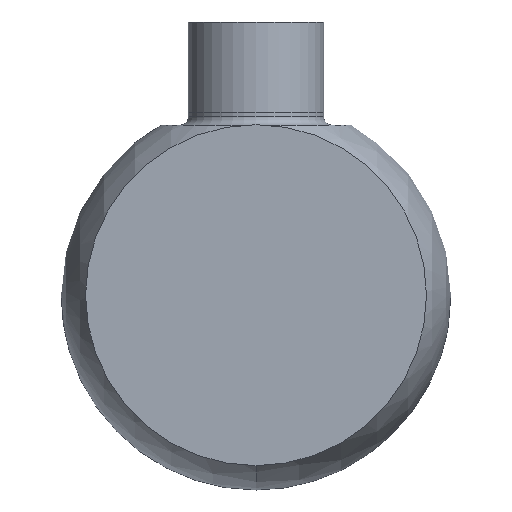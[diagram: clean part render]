
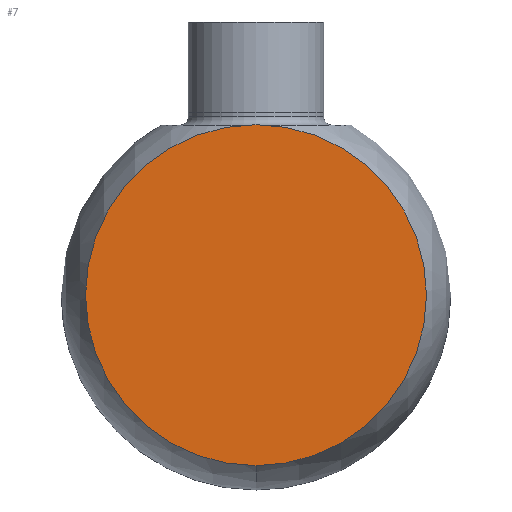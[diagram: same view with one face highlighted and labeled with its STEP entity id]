
A CAD part, front view. The second image highlights one B-rep face of the part: STEP entity #7.
In plain terms, the highlighted planar face has unit normal (0, -1, 0).
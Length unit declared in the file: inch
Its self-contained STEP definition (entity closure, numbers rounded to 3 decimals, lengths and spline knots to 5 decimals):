
#7 = ADVANCED_FACE ( 'NONE', ( #522 ), #65, .F. ) ;
#65 = PLANE ( 'NONE',  #445 ) ;
#73 = EDGE_CURVE ( 'NONE', #157, #508, #590, .T. ) ;
#157 = VERTEX_POINT ( 'NONE', #816 ) ;
#162 = CARTESIAN_POINT ( 'NONE',  ( 0., -1.315, 1.2575 ) ) ;
#227 = CARTESIAN_POINT ( 'NONE',  ( 0., -1.315, 0. ) ) ;
#234 = AXIS2_PLACEMENT_3D ( 'NONE', #227, #677, #289 ) ;
#262 = CARTESIAN_POINT ( 'NONE',  ( 0., -1.315, -1.2575 ) ) ;
#289 = DIRECTION ( 'NONE',  ( 0., 0., 1. ) ) ;
#299 = AXIS2_PLACEMENT_3D ( 'NONE', #358, #809, #412 ) ;
#333 = DIRECTION ( 'NONE',  ( 0., 1., 0. ) ) ;
#358 = CARTESIAN_POINT ( 'NONE',  ( 0., -1.315, 0. ) ) ;
#412 = DIRECTION ( 'NONE',  ( 0., 0., 1. ) ) ;
#421 = DIRECTION ( 'NONE',  ( 0., 0., 1. ) ) ;
#435 = ORIENTED_EDGE ( 'NONE', *, *, #500, .F. ) ;
#445 = AXIS2_PLACEMENT_3D ( 'NONE', #262, #333, #421 ) ;
#500 = EDGE_CURVE ( 'NONE', #508, #157, #675, .T. ) ;
#508 = VERTEX_POINT ( 'NONE', #162 ) ;
#522 = FACE_OUTER_BOUND ( 'NONE', #596, .T. ) ;
#590 = CIRCLE ( 'NONE', #299, 1.2575 ) ;
#596 = EDGE_LOOP ( 'NONE', ( #435, #602 ) ) ;
#602 = ORIENTED_EDGE ( 'NONE', *, *, #73, .F. ) ;
#675 = CIRCLE ( 'NONE', #234, 1.2575 ) ;
#677 = DIRECTION ( 'NONE',  ( 0., 1., 0. ) ) ;
#809 = DIRECTION ( 'NONE',  ( 0., 1., 0. ) ) ;
#816 = CARTESIAN_POINT ( 'NONE',  ( 0., -1.315, -1.2575 ) ) ;
